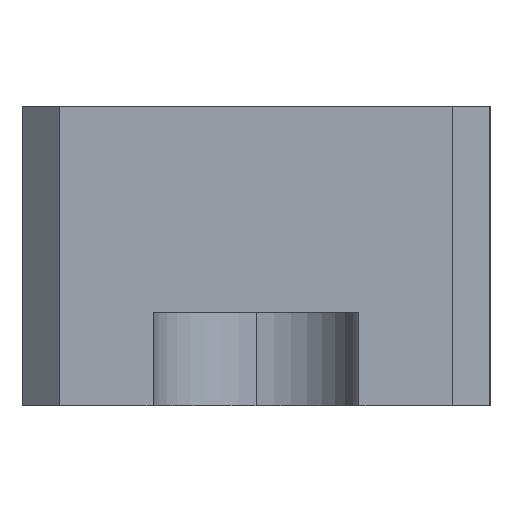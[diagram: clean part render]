
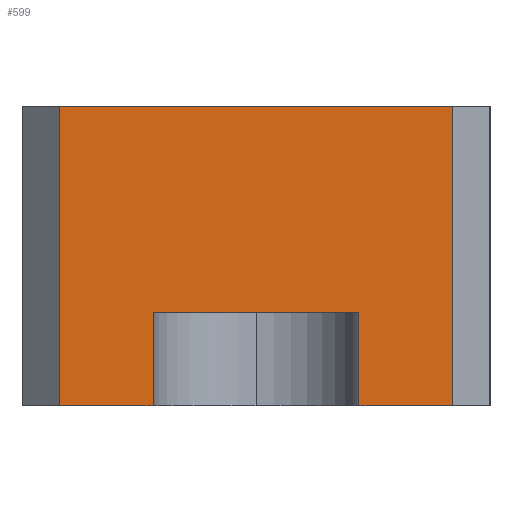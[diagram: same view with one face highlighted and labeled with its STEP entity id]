
A CAD part, left-side view. The second image highlights one B-rep face of the part: STEP entity #599.
In plain terms, the highlighted planar face has unit normal (-1, 0, 0).
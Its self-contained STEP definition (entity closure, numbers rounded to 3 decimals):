
#2 = CARTESIAN_POINT ( 'NONE',  ( -85., 10.5, 16. ) ) ;
#3 = VERTEX_POINT ( 'NONE', #207 ) ;
#25 = CARTESIAN_POINT ( 'NONE',  ( -85., -5.5, 5. ) ) ;
#34 = EDGE_CURVE ( 'NONE', #613, #531, #321, .T. ) ;
#44 = VECTOR ( 'NONE', #707, 1000. ) ;
#47 = DIRECTION ( 'NONE',  ( 0., -1., 0. ) ) ;
#52 = EDGE_CURVE ( 'NONE', #664, #510, #533, .T. ) ;
#81 = LINE ( 'NONE', #305, #370 ) ;
#84 = DIRECTION ( 'NONE',  ( 0., 0., -1. ) ) ;
#100 = CARTESIAN_POINT ( 'NONE',  ( -85., -10.5, 0. ) ) ;
#104 = LINE ( 'NONE', #100, #181 ) ;
#155 = DIRECTION ( 'NONE',  ( -1., 0., 0. ) ) ;
#172 = CARTESIAN_POINT ( 'NONE',  ( -85., 5.5, 16. ) ) ;
#181 = VECTOR ( 'NONE', #430, 1000. ) ;
#204 = VECTOR ( 'NONE', #84, 1000. ) ;
#207 = CARTESIAN_POINT ( 'NONE',  ( -85., 5.5, 0. ) ) ;
#223 = LINE ( 'NONE', #172, #346 ) ;
#242 = ORIENTED_EDGE ( 'NONE', *, *, #544, .F. ) ;
#246 = CARTESIAN_POINT ( 'NONE',  ( -85., -10.5, 16. ) ) ;
#252 = EDGE_CURVE ( 'NONE', #256, #613, #81, .T. ) ;
#256 = VERTEX_POINT ( 'NONE', #246 ) ;
#260 = EDGE_CURVE ( 'NONE', #256, #343, #414, .T. ) ;
#268 = FACE_OUTER_BOUND ( 'NONE', #372, .T. ) ;
#272 = DIRECTION ( 'NONE',  ( 0., 0., -1. ) ) ;
#281 = CARTESIAN_POINT ( 'NONE',  ( -85., -10.5, 16. ) ) ;
#289 = ORIENTED_EDGE ( 'NONE', *, *, #344, .T. ) ;
#293 = VECTOR ( 'NONE', #483, 1000. ) ;
#302 = CARTESIAN_POINT ( 'NONE',  ( -85., 5.5, 5. ) ) ;
#305 = CARTESIAN_POINT ( 'NONE',  ( -85., -10.5, 16. ) ) ;
#310 = ORIENTED_EDGE ( 'NONE', *, *, #260, .F. ) ;
#320 = CARTESIAN_POINT ( 'NONE',  ( -85., 10.5, 0. ) ) ;
#321 = LINE ( 'NONE', #653, #44 ) ;
#332 = ORIENTED_EDGE ( 'NONE', *, *, #614, .F. ) ;
#343 = VERTEX_POINT ( 'NONE', #390 ) ;
#344 = EDGE_CURVE ( 'NONE', #510, #480, #642, .T. ) ;
#346 = VECTOR ( 'NONE', #500, 1000. ) ;
#358 = DIRECTION ( 'NONE',  ( 0., 1., 0. ) ) ;
#370 = VECTOR ( 'NONE', #358, 1000. ) ;
#372 = EDGE_LOOP ( 'NONE', ( #491, #289, #586, #310, #514, #415, #242, #332 ) ) ;
#373 = CARTESIAN_POINT ( 'NONE',  ( -85., -5.5, 16. ) ) ;
#390 = CARTESIAN_POINT ( 'NONE',  ( -85., -10.5, 0. ) ) ;
#413 = DIRECTION ( 'NONE',  ( 0., 1., 0. ) ) ;
#414 = LINE ( 'NONE', #627, #204 ) ;
#415 = ORIENTED_EDGE ( 'NONE', *, *, #34, .T. ) ;
#430 = DIRECTION ( 'NONE',  ( 0., 1., 0. ) ) ;
#453 = VECTOR ( 'NONE', #413, 1000. ) ;
#458 = EDGE_CURVE ( 'NONE', #343, #480, #635, .T. ) ;
#480 = VERTEX_POINT ( 'NONE', #481 ) ;
#481 = CARTESIAN_POINT ( 'NONE',  ( -85., -5.5, 0. ) ) ;
#483 = DIRECTION ( 'NONE',  ( 0., 0., -1. ) ) ;
#491 = ORIENTED_EDGE ( 'NONE', *, *, #52, .T. ) ;
#500 = DIRECTION ( 'NONE',  ( 0., 0., -1. ) ) ;
#510 = VERTEX_POINT ( 'NONE', #25 ) ;
#514 = ORIENTED_EDGE ( 'NONE', *, *, #252, .T. ) ;
#531 = VERTEX_POINT ( 'NONE', #320 ) ;
#533 = LINE ( 'NONE', #543, #556 ) ;
#543 = CARTESIAN_POINT ( 'NONE',  ( -85., -10.5, 5. ) ) ;
#544 = EDGE_CURVE ( 'NONE', #3, #531, #104, .T. ) ;
#556 = VECTOR ( 'NONE', #47, 1000. ) ;
#570 = CARTESIAN_POINT ( 'NONE',  ( -85., -10.5, 0. ) ) ;
#586 = ORIENTED_EDGE ( 'NONE', *, *, #458, .F. ) ;
#599 = ADVANCED_FACE ( 'NONE', ( #268 ), #644, .T. ) ;
#613 = VERTEX_POINT ( 'NONE', #2 ) ;
#614 = EDGE_CURVE ( 'NONE', #664, #3, #223, .T. ) ;
#627 = CARTESIAN_POINT ( 'NONE',  ( -85., -10.5, 16. ) ) ;
#635 = LINE ( 'NONE', #570, #453 ) ;
#642 = LINE ( 'NONE', #373, #293 ) ;
#644 = PLANE ( 'NONE',  #655 ) ;
#653 = CARTESIAN_POINT ( 'NONE',  ( -85., 10.5, 16. ) ) ;
#655 = AXIS2_PLACEMENT_3D ( 'NONE', #281, #155, #272 ) ;
#664 = VERTEX_POINT ( 'NONE', #302 ) ;
#707 = DIRECTION ( 'NONE',  ( 0., 0., -1. ) ) ;
